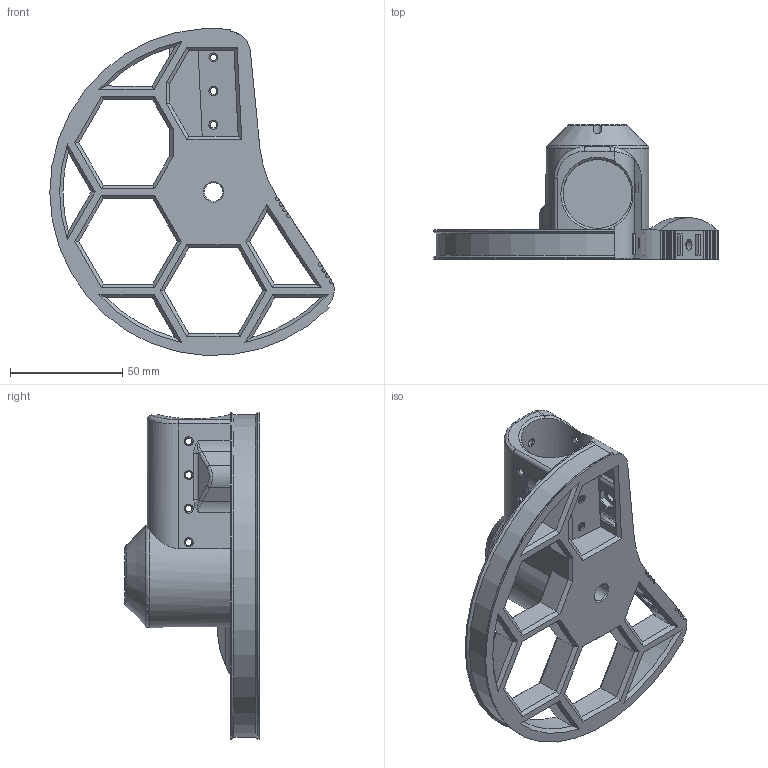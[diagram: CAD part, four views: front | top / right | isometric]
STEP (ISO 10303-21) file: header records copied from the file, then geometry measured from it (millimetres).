
FILE_DESCRIPTION(/* description */ (''),/* implementation_level */ '2;1');
FILE_NAME(/* name */ 'Wheel.step',/* time_stamp */ '2021-04-18T23:10:19+02:00',/* author */ (''),/* organization */ (''),/* preprocessor_version */ 'ST-DEVELOPER v18.1',/* originating_system */ 'Autodesk Translation Framework v10.6.0.1341',/* authorisation */ '');
FILE_SCHEMA (('AUTOMOTIVE_DESIGN { 1 0 10303 214 3 1 1 }'));
Length unit declared in the file: millimetre
Products named in the file (1): rad
Bounding box: 126.84 x 60 x 145.75 mm (x, y, z)
Volume: 171421.5 mm3; surface area: 49254.8 mm2
Topology: 1 solids, 1 shells, 321 faces, 858 edges, 529 vertices
Faces by surface type: plane 174, cylinder 86, bspline 35, cone 13, torus 13
Full cylindrical faces by diameter (mm): 3 x15, 4 x1, 5 x2, 8.2 x1, 30.7 x1
Entity records: 12803 total; most frequent: CARTESIAN_POINT 4805, ORIENTED_EDGE 1712, DIRECTION 1573, EDGE_CURVE 856, AXIS2_PLACEMENT_3D 532, VERTEX_POINT 529, LINE 509, VECTOR 509
